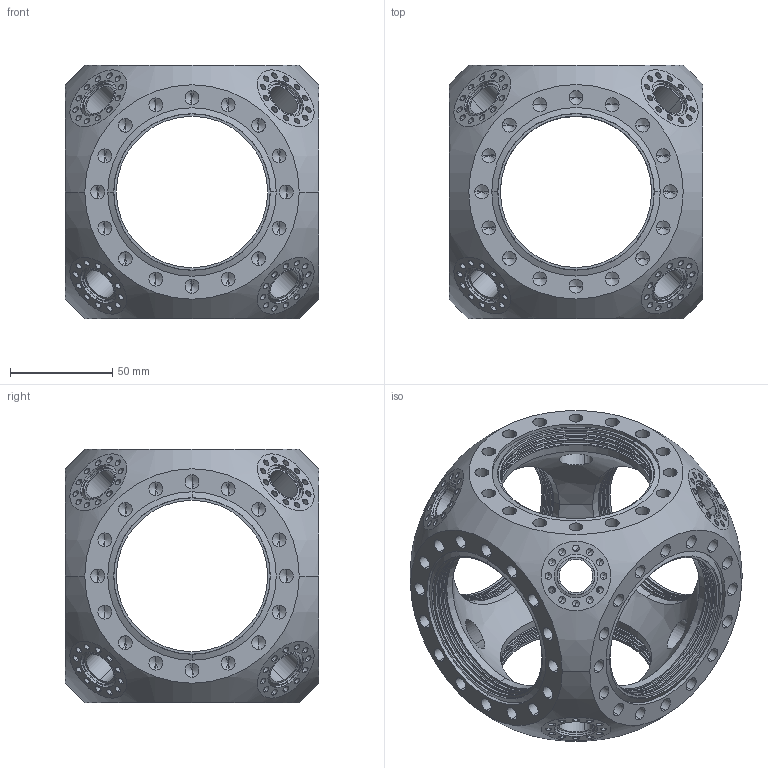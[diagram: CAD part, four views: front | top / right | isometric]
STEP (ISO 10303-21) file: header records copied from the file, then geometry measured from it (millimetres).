
FILE_DESCRIPTION (( 'STEP AP214' ), '1' );
FILE_NAME ('多面体-6CF63+8CF16.STEP', '2023-10-07T03:30:25', ( '' ), ( '' ), 'SwSTEP 2.0', 'SolidWorks 2020', '' );
FILE_SCHEMA (( 'AUTOMOTIVE_DESIGN' ));
Length unit declared in the file: millimetre
Products named in the file (1): 嗣醱极-6CF63+8CF16
Bounding box: 124 x 124 x 124 mm (x, y, z)
Volume: 481995 mm3; surface area: 139970.5 mm2
Topology: 1 solids, 1 shells, 1004 faces, 2526 edges, 1386 vertices
Faces by surface type: cylinder 476, cone 424, plane 64, torus 36, sphere 4
Entity records: 32954 total; most frequent: CARTESIAN_POINT 5721, DIRECTION 5230, ORIENTED_EDGE 4368, EDGE_CURVE 2184, AXIS2_PLACEMENT_3D 2177, VERTEX_POINT 1384, EDGE_LOOP 1280, CIRCLE 1172
